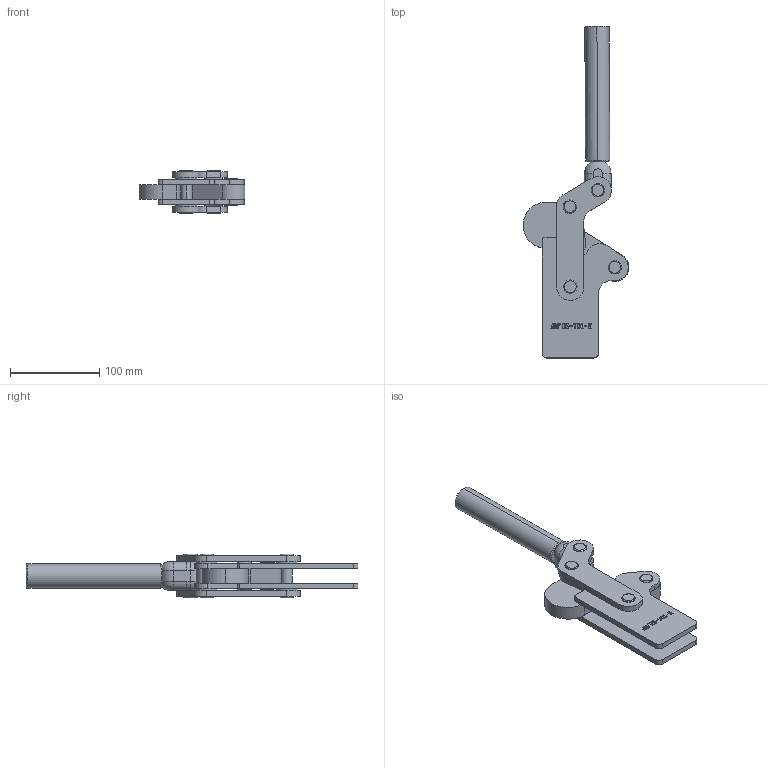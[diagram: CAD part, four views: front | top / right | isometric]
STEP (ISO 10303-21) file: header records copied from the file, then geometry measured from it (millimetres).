
FILE_DESCRIPTION (( 'STEP AP203' ), '1' );
FILE_NAME ('HS-701-K 装配体.STEP', '2018-12-07T08:25:43', ( 'PCOS' ), ( '微软中国' ), 'SwSTEP 2.0', 'SolidWorks 2012', '' );
FILE_SCHEMA (( 'CONFIG_CONTROL_DESIGN' ));
Length unit declared in the file: millimetre
Products named in the file (10): HS-701-K 蚾饜极; 蟀裝; 揤參; 种粣; 种2; 种1; 忒梟; 忒參; 菜え; 菁釱
Assembly tree (17 placements, depth 2):
  HS-701-K 蚾饜极
    菁釱
    菜え  x4
    忒參
    忒梟  x2
    种1  x2
    种2  x3
    种粣
    揤參
    蟀裝  x2
Bounding box: 118.75 x 372.64 x 49 mm (x, y, z)
Volume: 403827.8 mm3; surface area: 124850.9 mm2
Topology: 18 solids, 18 shells, 588 faces, 1511 edges, 994 vertices
Faces by surface type: plane 277, cylinder 162, bspline 121, torus 24, cone 4
Entity records: 21508 total; most frequent: CARTESIAN_POINT 8284, ORIENTED_EDGE 2656, DIRECTION 2148, EDGE_CURVE 1328, VERTEX_POINT 876, VECTOR 828, LINE 828, AXIS2_PLACEMENT_3D 660
